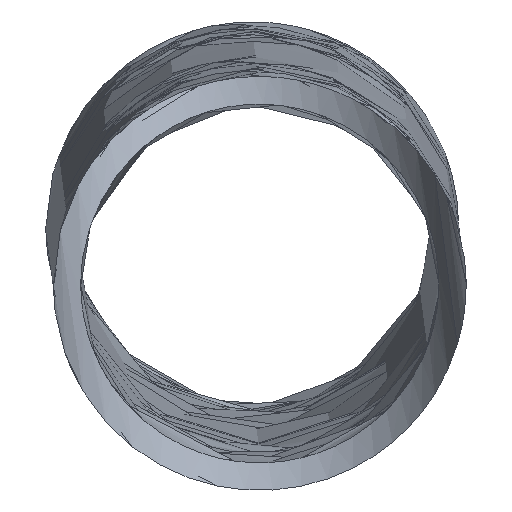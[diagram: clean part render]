
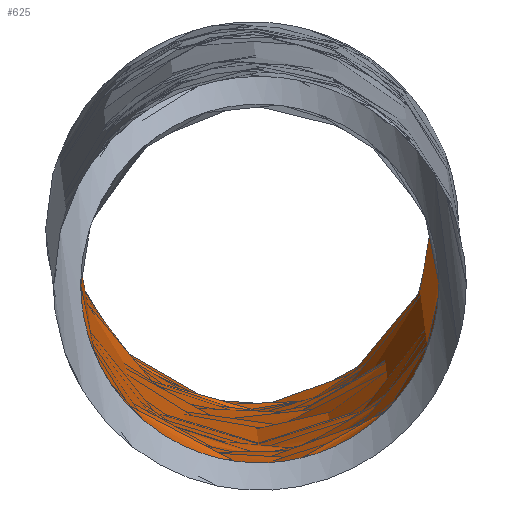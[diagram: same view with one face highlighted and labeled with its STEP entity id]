
A CAD part, front view. The second image highlights one B-rep face of the part: STEP entity #625.
In plain terms, the highlighted free-form (B-spline) face has degree [5, 4] with [6, 5] control points.
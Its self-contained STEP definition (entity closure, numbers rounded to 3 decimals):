
#143=CARTESIAN_POINT('Control Point',(-1464.445,283.71,483.558)) ;
#144=CARTESIAN_POINT('Control Point',(-1464.438,283.79,482.589)) ;
#145=CARTESIAN_POINT('Control Point',(-1464.521,283.72,481.598)) ;
#146=CARTESIAN_POINT('Control Point',(-1464.701,283.516,480.629)) ;
#147=CARTESIAN_POINT('Control Point',(-1465.333,282.874,478.385)) ;
#148=CARTESIAN_POINT('Control Point',(-1466.43,282.004,476.35)) ;
#149=CARTESIAN_POINT('Control Point',(-1467.22,281.498,475.243)) ;
#150=CARTESIAN_POINT('Control Point',(-1468.683,280.759,473.674)) ;
#151=CARTESIAN_POINT('Control Point',(-1470.484,280.176,472.413)) ;
#152=CARTESIAN_POINT('Control Point',(-1471.165,279.994,472.009)) ;
#153=CARTESIAN_POINT('Control Point',(-1472.839,279.641,471.183)) ;
#154=CARTESIAN_POINT('Control Point',(-1474.671,279.472,470.66)) ;
#155=CARTESIAN_POINT('Control Point',(-1475.752,279.445,470.472)) ;
#156=CARTESIAN_POINT('Control Point',(-1478.368,279.549,470.301)) ;
#157=CARTESIAN_POINT('Control Point',(-1480.918,280.025,470.775)) ;
#158=CARTESIAN_POINT('Control Point',(-1482.32,280.412,471.26)) ;
#159=CARTESIAN_POINT('Control Point',(-1484.229,281.093,472.225)) ;
#160=CARTESIAN_POINT('Control Point',(-1485.867,281.845,473.514)) ;
#161=CARTESIAN_POINT('Control Point',(-1486.368,282.092,473.963)) ;
#162=CARTESIAN_POINT('Control Point',(-1487.456,282.658,475.072)) ;
#163=CARTESIAN_POINT('Control Point',(-1488.374,283.169,476.338)) ;
#164=CARTESIAN_POINT('Control Point',(-1488.838,283.425,477.104)) ;
#165=CARTESIAN_POINT('Control Point',(-1489.45,283.714,478.35)) ;
#166=CARTESIAN_POINT('Control Point',(-1489.892,283.757,479.668)) ;
#167=CARTESIAN_POINT('Control Point',(-1490.022,283.737,480.127)) ;
#168=CARTESIAN_POINT('Control Point',(-1490.245,283.62,481.073)) ;
#169=CARTESIAN_POINT('Control Point',(-1490.375,283.353,482.)) ;
#170=CARTESIAN_POINT('Control Point',(-1490.418,283.178,482.467)) ;
#171=CARTESIAN_POINT('Control Point',(-1490.44,282.973,482.921)) ;
#172=CARTESIAN_POINT('Control Point',(-1490.443,282.746,483.361)) ;
#173=CARTESIAN_POINT('Vertex',(-1464.445,283.71,483.558)) ;
#175=CARTESIAN_POINT('Vertex',(-1490.443,282.746,483.361)) ;
#495=CARTESIAN_POINT('Control Point',(-1489.9,-284.004,479.228)) ;
#496=CARTESIAN_POINT('Control Point',(-1490.008,-170.654,480.055)) ;
#497=CARTESIAN_POINT('Control Point',(-1490.117,-57.304,480.881)) ;
#498=CARTESIAN_POINT('Control Point',(-1490.226,56.046,481.708)) ;
#499=CARTESIAN_POINT('Control Point',(-1490.334,169.396,482.535)) ;
#500=CARTESIAN_POINT('Control Point',(-1490.443,282.746,483.361)) ;
#501=CARTESIAN_POINT('Vertex',(-1489.9,-284.004,479.228)) ;
#505=CARTESIAN_POINT('Control Point',(-1463.899,-284.973,479.411)) ;
#506=CARTESIAN_POINT('Control Point',(-1464.008,-171.236,480.24)) ;
#507=CARTESIAN_POINT('Control Point',(-1464.118,-57.5,481.07)) ;
#508=CARTESIAN_POINT('Control Point',(-1464.227,56.237,481.899)) ;
#509=CARTESIAN_POINT('Control Point',(-1464.336,169.973,482.728)) ;
#510=CARTESIAN_POINT('Control Point',(-1464.445,283.71,483.558)) ;
#511=CARTESIAN_POINT('Vertex',(-1463.899,-284.973,479.411)) ;
#557=CARTESIAN_POINT('Control Point',(-1463.892,-292.488,479.356)) ;
#558=CARTESIAN_POINT('Control Point',(-1463.797,-292.394,466.357)) ;
#559=CARTESIAN_POINT('Control Point',(-1476.75,-292.358,459.762)) ;
#560=CARTESIAN_POINT('Control Point',(-1489.797,-292.417,466.167)) ;
#561=CARTESIAN_POINT('Control Point',(-1489.892,-292.512,479.166)) ;
#562=CARTESIAN_POINT('Control Point',(-1464.004,-175.748,480.207)) ;
#563=CARTESIAN_POINT('Control Point',(-1463.909,-175.653,467.208)) ;
#564=CARTESIAN_POINT('Control Point',(-1476.862,-175.617,460.613)) ;
#565=CARTESIAN_POINT('Control Point',(-1489.909,-175.676,467.018)) ;
#566=CARTESIAN_POINT('Control Point',(-1490.003,-175.771,480.018)) ;
#567=CARTESIAN_POINT('Control Point',(-1464.116,-59.007,481.059)) ;
#568=CARTESIAN_POINT('Control Point',(-1464.021,-58.912,468.059)) ;
#569=CARTESIAN_POINT('Control Point',(-1476.974,-58.876,461.465)) ;
#570=CARTESIAN_POINT('Control Point',(-1490.021,-58.935,467.87)) ;
#571=CARTESIAN_POINT('Control Point',(-1490.115,-59.03,480.869)) ;
#572=CARTESIAN_POINT('Control Point',(-1464.228,57.734,481.91)) ;
#573=CARTESIAN_POINT('Control Point',(-1464.133,57.829,468.911)) ;
#574=CARTESIAN_POINT('Control Point',(-1477.085,57.865,462.316)) ;
#575=CARTESIAN_POINT('Control Point',(-1490.133,57.805,468.721)) ;
#576=CARTESIAN_POINT('Control Point',(-1490.227,57.71,481.72)) ;
#577=CARTESIAN_POINT('Control Point',(-1464.34,174.475,482.761)) ;
#578=CARTESIAN_POINT('Control Point',(-1464.245,174.57,469.762)) ;
#579=CARTESIAN_POINT('Control Point',(-1477.197,174.605,463.167)) ;
#580=CARTESIAN_POINT('Control Point',(-1490.244,174.546,469.572)) ;
#581=CARTESIAN_POINT('Control Point',(-1490.339,174.451,482.571)) ;
#582=CARTESIAN_POINT('Control Point',(-1464.452,291.216,483.612)) ;
#583=CARTESIAN_POINT('Control Point',(-1464.357,291.311,470.613)) ;
#584=CARTESIAN_POINT('Control Point',(-1477.309,291.346,464.019)) ;
#585=CARTESIAN_POINT('Control Point',(-1490.356,291.287,470.423)) ;
#586=CARTESIAN_POINT('Control Point',(-1490.451,291.192,483.423)) ;
#588=CARTESIAN_POINT('Control Point',(-1463.899,-284.973,479.411)) ;
#589=CARTESIAN_POINT('Control Point',(-1463.892,-285.053,478.445)) ;
#590=CARTESIAN_POINT('Control Point',(-1463.975,-284.984,477.457)) ;
#591=CARTESIAN_POINT('Control Point',(-1464.155,-284.78,476.492)) ;
#592=CARTESIAN_POINT('Control Point',(-1464.786,-284.136,474.259)) ;
#593=CARTESIAN_POINT('Control Point',(-1465.882,-283.264,472.238)) ;
#594=CARTESIAN_POINT('Control Point',(-1466.67,-282.756,471.14)) ;
#595=CARTESIAN_POINT('Control Point',(-1468.135,-282.012,469.578)) ;
#596=CARTESIAN_POINT('Control Point',(-1469.934,-281.426,468.324)) ;
#597=CARTESIAN_POINT('Control Point',(-1470.62,-281.242,467.92)) ;
#598=CARTESIAN_POINT('Control Point',(-1472.305,-280.885,467.094)) ;
#599=CARTESIAN_POINT('Control Point',(-1474.149,-280.715,466.571)) ;
#600=CARTESIAN_POINT('Control Point',(-1475.238,-280.688,466.383)) ;
#601=CARTESIAN_POINT('Control Point',(-1477.072,-280.764,466.266)) ;
#602=CARTESIAN_POINT('Control Point',(-1478.873,-281.023,466.464)) ;
#603=CARTESIAN_POINT('Control Point',(-1479.582,-281.155,466.593)) ;
#604=CARTESIAN_POINT('Control Point',(-1481.719,-281.636,467.132)) ;
#605=CARTESIAN_POINT('Control Point',(-1483.656,-282.318,468.087)) ;
#606=CARTESIAN_POINT('Control Point',(-1484.839,-282.835,468.893)) ;
#607=CARTESIAN_POINT('Control Point',(-1486.544,-283.71,470.416)) ;
#608=CARTESIAN_POINT('Control Point',(-1487.879,-284.457,472.276)) ;
#609=CARTESIAN_POINT('Control Point',(-1488.332,-284.707,473.033)) ;
#610=CARTESIAN_POINT('Control Point',(-1488.931,-284.985,474.268)) ;
#611=CARTESIAN_POINT('Control Point',(-1489.362,-285.019,475.572)) ;
#612=CARTESIAN_POINT('Control Point',(-1489.489,-284.996,476.027)) ;
#613=CARTESIAN_POINT('Control Point',(-1489.706,-284.874,476.965)) ;
#614=CARTESIAN_POINT('Control Point',(-1489.833,-284.605,477.883)) ;
#615=CARTESIAN_POINT('Control Point',(-1489.875,-284.431,478.344)) ;
#616=CARTESIAN_POINT('Control Point',(-1489.896,-284.229,478.792)) ;
#617=CARTESIAN_POINT('Control Point',(-1489.9,-284.004,479.228)) ;
#620=ORIENTED_EDGE('',*,*,#513,.T.) ;
#621=ORIENTED_EDGE('',*,*,#177,.T.) ;
#622=ORIENTED_EDGE('',*,*,#503,.F.) ;
#623=ORIENTED_EDGE('',*,*,#618,.F.) ;
#625=ADVANCED_FACE('Corps principal',(#624),#556,.T.) ;
#142=B_SPLINE_CURVE_WITH_KNOTS('',5,(#143,#144,#145,#146,#147,#148,#149,#150,#151,#152,#153,#154,#155,#156,#157,#158,#159,#160,#161,#162,#163,#164,#165,#166,#167,#168,#169,#170,#171,#172),.UNSPECIFIED.,.F.,.U.,(6,3,3,3,3,3,3,3,3,6),(0.,7.263,17.442,23.068,30.562,41.01,46.024,52.614,56.071,59.737),.UNSPECIFIED.) ;
#587=B_SPLINE_CURVE_WITH_KNOTS('',5,(#588,#589,#590,#591,#592,#593,#594,#595,#596,#597,#598,#599,#600,#601,#602,#603,#604,#605,#606,#607,#608,#609,#610,#611,#612,#613,#614,#615,#616,#617),.UNSPECIFIED.,.F.,.U.,(6,3,3,3,3,3,3,3,3,6),(0.,7.239,17.369,23.022,30.567,35.601,46.112,52.604,56.037,59.661),.UNSPECIFIED.) ;
#177=EDGE_CURVE('',#174,#176,#142,.T.) ;
#503=EDGE_CURVE('',#502,#176,#494,.T.) ;
#513=EDGE_CURVE('',#512,#174,#504,.T.) ;
#618=EDGE_CURVE('',#512,#502,#587,.T.) ;
#619=EDGE_LOOP('',(#620,#621,#622,#623)) ;
#624=FACE_OUTER_BOUND('',#619,.T.) ;
#174=VERTEX_POINT('',#173) ;
#176=VERTEX_POINT('',#175) ;
#502=VERTEX_POINT('',#501) ;
#512=VERTEX_POINT('',#511) ;
#494=(BOUNDED_CURVE()B_SPLINE_CURVE(5,(#495,#496,#497,#498,#499,#500),.UNSPECIFIED.,.F.,.U.)B_SPLINE_CURVE_WITH_KNOTS((6,6),(8.508,575.273),.UNSPECIFIED.)CURVE()GEOMETRIC_REPRESENTATION_ITEM()RATIONAL_B_SPLINE_CURVE((1.,1.,1.,1.,1.,1.))REPRESENTATION_ITEM('')) ;
#504=(BOUNDED_CURVE()B_SPLINE_CURVE(5,(#505,#506,#507,#508,#509,#510),.UNSPECIFIED.,.F.,.U.)B_SPLINE_CURVE_WITH_KNOTS((6,6),(7.516,576.214),.UNSPECIFIED.)CURVE()GEOMETRIC_REPRESENTATION_ITEM()RATIONAL_B_SPLINE_CURVE((1.,1.,1.,1.,1.,1.))REPRESENTATION_ITEM('')) ;
#556=(BOUNDED_SURFACE()B_SPLINE_SURFACE(5,4,((#557,#558,#559,#560,#561),(#562,#563,#564,#565,#566),(#567,#568,#569,#570,#571),(#572,#573,#574,#575,#576),(#577,#578,#579,#580,#581),(#582,#583,#584,#585,#586)),.UNSPECIFIED.,.F.,.F.,.U.)B_SPLINE_SURFACE_WITH_KNOTS((6,6),(5,5),(0.,583.72),(0.,40.841),.UNSPECIFIED.)GEOMETRIC_REPRESENTATION_ITEM()RATIONAL_B_SPLINE_SURFACE(((1.,0.707,0.667,0.707,1.),(1.,0.707,0.667,0.707,1.),(1.,0.707,0.667,0.707,1.),(1.,0.707,0.667,0.707,1.),(1.,0.707,0.667,0.707,1.),(1.,0.707,0.667,0.707,1.)))REPRESENTATION_ITEM('Rational BSpline Surface')SURFACE()) ;
